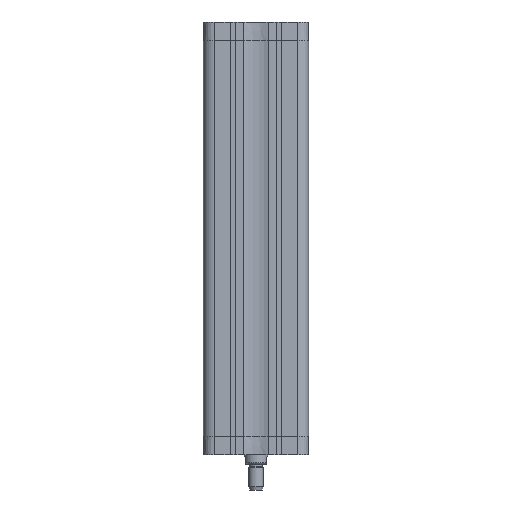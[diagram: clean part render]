
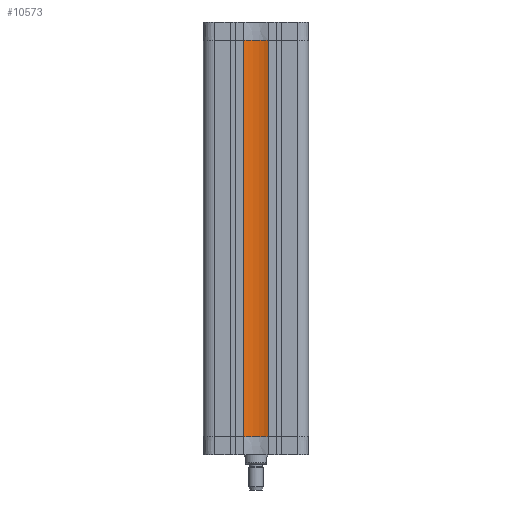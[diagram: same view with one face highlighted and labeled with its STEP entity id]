
A CAD part, front view. The second image highlights one B-rep face of the part: STEP entity #10573.
In plain terms, the highlighted cylindrical face has radius 35 mm (diameter 70 mm), a partial arc.
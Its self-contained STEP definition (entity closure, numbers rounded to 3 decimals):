
#9842=CARTESIAN_POINT('',(13.299,-56.675,-214.0));
#9843=VERTEX_POINT('',#9842);
#9851=CARTESIAN_POINT('',(-13.299,-56.675,-214.0));
#9852=VERTEX_POINT('',#9851);
#9853=CARTESIAN_POINT('',(0.0,-89.05,-214.0));
#9854=DIRECTION('',(0.0,0.0,1.0));
#9855=DIRECTION('',(0.385,0.923,0.0));
#9856=AXIS2_PLACEMENT_3D('',#9853,#9854,#9855);
#9857=CIRCLE('',#9856,35.0);
#9858=EDGE_CURVE('',#9843,#9852,#9857,.T.);
#10522=CARTESIAN_POINT('',(-13.299,-56.675,214.0));
#10523=VERTEX_POINT('',#10522);
#10540=CARTESIAN_POINT('',(-13.299,-56.675,-214.0));
#10541=DIRECTION('',(0.0,0.0,1.0));
#10542=VECTOR('',#10541,428.0);
#10543=LINE('',#10540,#10542);
#10544=EDGE_CURVE('',#9852,#10523,#10543,.T.);
#10549=CARTESIAN_POINT('',(0.0,-89.05,214.0));
#10550=DIRECTION('',(0.0,0.0,-1.0));
#10551=DIRECTION('',(0.385,0.923,0.0));
#10552=AXIS2_PLACEMENT_3D('',#10549,#10550,#10551);
#10553=CYLINDRICAL_SURFACE('',#10552,35.0);
#10554=ORIENTED_EDGE('',*,*,#10544,.F.);
#10555=ORIENTED_EDGE('',*,*,#9858,.F.);
#10556=CARTESIAN_POINT('',(13.299,-56.675,214.0));
#10557=VERTEX_POINT('',#10556);
#10558=CARTESIAN_POINT('',(13.299,-56.675,214.0));
#10559=DIRECTION('',(0.0,0.0,-1.0));
#10560=VECTOR('',#10559,428.0);
#10561=LINE('',#10558,#10560);
#10562=EDGE_CURVE('',#10557,#9843,#10561,.T.);
#10563=ORIENTED_EDGE('',*,*,#10562,.F.);
#10564=CARTESIAN_POINT('',(0.0,-89.05,214.0));
#10565=DIRECTION('',(0.0,0.0,-1.0));
#10566=DIRECTION('',(0.385,0.923,0.0));
#10567=AXIS2_PLACEMENT_3D('',#10564,#10565,#10566);
#10568=CIRCLE('',#10567,35.0);
#10569=EDGE_CURVE('',#10523,#10557,#10568,.T.);
#10570=ORIENTED_EDGE('',*,*,#10569,.F.);
#10571=EDGE_LOOP('',(#10554,#10555,#10563,#10570));
#10572=FACE_OUTER_BOUND('',#10571,.T.);
#10573=ADVANCED_FACE('',(#10572),#10553,.F.);
